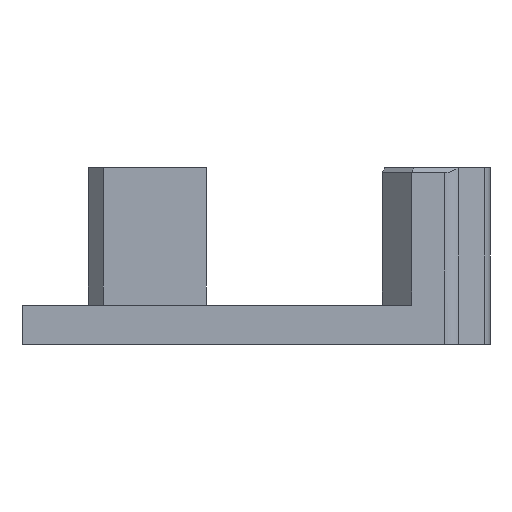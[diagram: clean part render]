
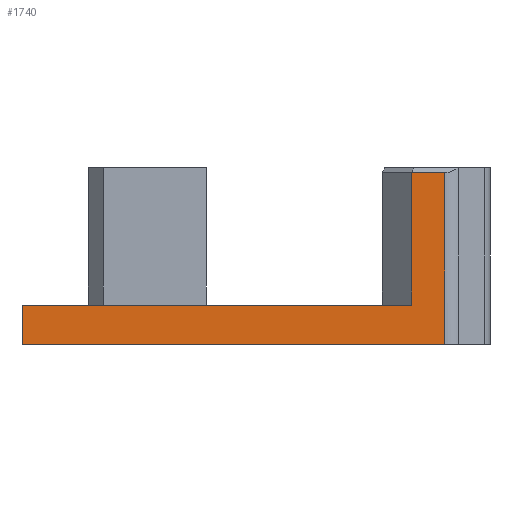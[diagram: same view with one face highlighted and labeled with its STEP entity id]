
A CAD part, left-side view. The second image highlights one B-rep face of the part: STEP entity #1740.
In plain terms, the highlighted planar face has unit normal (-1, 0, 0).
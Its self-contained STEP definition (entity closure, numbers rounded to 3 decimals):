
#202=FACE_OUTER_BOUND('',#316,.T.);
#316=EDGE_LOOP('',(#1569,#1570,#1571,#1572,#1573,#1574));
#356=LINE('',#2488,#546);
#399=LINE('',#2606,#589);
#409=LINE('',#2658,#599);
#495=LINE('',#2857,#685);
#499=LINE('',#2869,#689);
#504=LINE('',#2878,#694);
#546=VECTOR('',#1980,10.);
#589=VECTOR('',#2077,10.);
#599=VECTOR('',#2123,10.);
#685=VECTOR('',#2355,1000.);
#689=VECTOR('',#2369,10.);
#694=VECTOR('',#2380,1000.);
#737=VERTEX_POINT('',#2485);
#738=VERTEX_POINT('',#2487);
#785=VERTEX_POINT('',#2604);
#786=VERTEX_POINT('',#2605);
#850=VERTEX_POINT('',#2856);
#853=VERTEX_POINT('',#2867);
#901=EDGE_CURVE('',#737,#738,#356,.T.);
#958=EDGE_CURVE('',#785,#786,#399,.T.);
#985=EDGE_CURVE('',#786,#737,#409,.T.);
#1081=EDGE_CURVE('',#850,#738,#495,.T.);
#1087=EDGE_CURVE('',#785,#853,#499,.T.);
#1092=EDGE_CURVE('',#850,#853,#504,.T.);
#1569=ORIENTED_EDGE('',*,*,#1087,.T.);
#1570=ORIENTED_EDGE('',*,*,#1092,.F.);
#1571=ORIENTED_EDGE('',*,*,#1081,.T.);
#1572=ORIENTED_EDGE('',*,*,#901,.F.);
#1573=ORIENTED_EDGE('',*,*,#985,.F.);
#1574=ORIENTED_EDGE('',*,*,#958,.F.);
#1645=PLANE('',#1908);
#1740=ADVANCED_FACE('',(#202),#1645,.F.);
#1908=AXIS2_PLACEMENT_3D('',#2884,#2389,#2390);
#1980=DIRECTION('',(0.,-1.,0.));
#2077=DIRECTION('',(0.,1.,0.));
#2123=DIRECTION('',(0.,0.,1.));
#2355=DIRECTION('',(0.,0.,-1.));
#2369=DIRECTION('',(0.,0.,1.));
#2380=DIRECTION('',(0.,-1.,0.));
#2389=DIRECTION('center_axis',(1.,0.,0.));
#2390=DIRECTION('ref_axis',(0.,0.,-1.));
#2485=CARTESIAN_POINT('',(-21.,43.212,4.));
#2487=CARTESIAN_POINT('',(-21.,3.5,4.));
#2488=CARTESIAN_POINT('',(-21.,30.28,4.));
#2604=CARTESIAN_POINT('',(-21.,0.128,0.));
#2605=CARTESIAN_POINT('',(-21.,43.212,0.));
#2606=CARTESIAN_POINT('',(-21.,21.602,0.));
#2658=CARTESIAN_POINT('',(-21.,43.212,0.));
#2856=CARTESIAN_POINT('',(-21.,3.5,17.5));
#2857=CARTESIAN_POINT('',(-21.,3.5,1.5));
#2867=CARTESIAN_POINT('',(-21.,0.128,17.5));
#2869=CARTESIAN_POINT('',(-21.,0.128,14.));
#2878=CARTESIAN_POINT('',(-21.,-0.75,17.5));
#2884=CARTESIAN_POINT('Origin',(-21.,-0.75,1.5));
